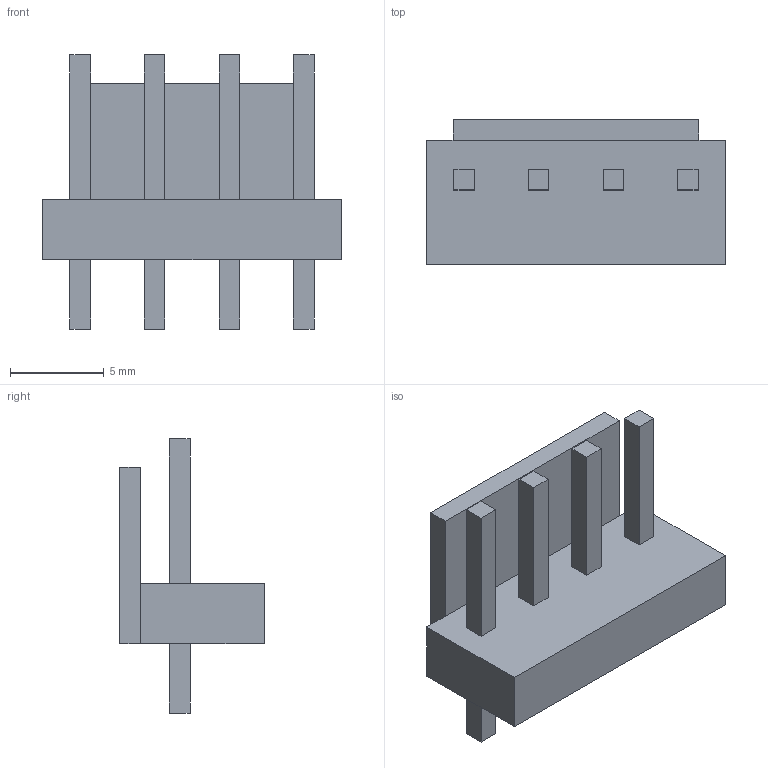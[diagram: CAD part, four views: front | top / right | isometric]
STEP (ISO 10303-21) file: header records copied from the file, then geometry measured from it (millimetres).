
FILE_DESCRIPTION(/* description */ ('STEP AP242','CAx-IF Rec.Pracs.---Representation and Presentation of Product Manufacturing Information (PMI)---4.0---2014-10-13','CAx-IF Rec.Pracs.---3D Tessellated Geometry---0.4---2014-09-14','2;1'),/* implementation_level */ '2;1');
FILE_NAME(/* name */ '663d4ef548d8b86bf5427fd9',/* time_stamp */ '2024-05-09T22:32:22Z',/* author */ (''),/* organization */ (''),/* preprocessor_version */ 'ST-DEVELOPER v20',/* originating_system */ ' ',/* authorisation */ ' ');
FILE_SCHEMA (('AP242_MANAGED_MODEL_BASED_3D_ENGINEERING_MIM_LF { 1 0 10303 442 1 1 4 }'));
Length unit declared in the file: metre
Products named in the file (1): JST VH 3.96 4pin
Bounding box: 15.9 x 7.7 x 14.6 mm (x, y, z)
Volume: 526.4 mm3; surface area: 766.5 mm2
Topology: 1 solids, 1 shells, 52 faces, 124 edges, 82 vertices
Faces by surface type: plane 52
Entity records: 1860 total; most frequent: CARTESIAN_POINT 259, ORIENTED_EDGE 248, DIRECTION 230, EDGE_CURVE 124, LINE 124, VECTOR 124, VERTEX_POINT 82, EDGE_LOOP 60
